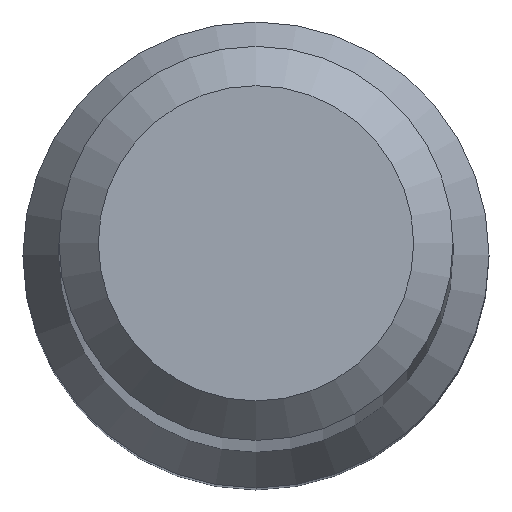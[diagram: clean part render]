
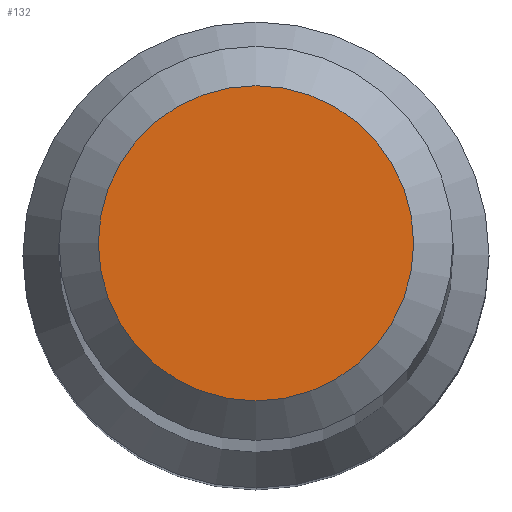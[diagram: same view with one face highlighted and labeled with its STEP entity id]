
A CAD part, top view. The second image highlights one B-rep face of the part: STEP entity #132.
In plain terms, the highlighted planar face has unit normal (0, 0, 1).
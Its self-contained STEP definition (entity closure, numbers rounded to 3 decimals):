
#28 = EDGE_CURVE ( 'NONE', #119, #119, #66, .T. ) ;
#46 = FACE_OUTER_BOUND ( 'NONE', #191, .T. ) ;
#66 = CIRCLE ( 'NONE', #201, 1.6 ) ;
#78 = CARTESIAN_POINT ( 'NONE',  ( 0., 0., 80. ) ) ;
#85 = DIRECTION ( 'NONE',  ( 0., 0., -1. ) ) ;
#99 = AXIS2_PLACEMENT_3D ( 'NONE', #192, #85, #128 ) ;
#113 = DIRECTION ( 'NONE',  ( 0., 1., 0. ) ) ;
#119 = VERTEX_POINT ( 'NONE', #153 ) ;
#128 = DIRECTION ( 'NONE',  ( 0., 1., 0. ) ) ;
#132 = ADVANCED_FACE ( 'NONE', ( #46 ), #188, .F. ) ;
#144 = DIRECTION ( 'NONE',  ( 0., 0., -1. ) ) ;
#153 = CARTESIAN_POINT ( 'NONE',  ( 0., 1.6, 80. ) ) ;
#188 = PLANE ( 'NONE',  #99 ) ;
#191 = EDGE_LOOP ( 'NONE', ( #235 ) ) ;
#192 = CARTESIAN_POINT ( 'NONE',  ( 0., 0., 80. ) ) ;
#201 = AXIS2_PLACEMENT_3D ( 'NONE', #78, #144, #113 ) ;
#235 = ORIENTED_EDGE ( 'NONE', *, *, #28, .F. ) ;
